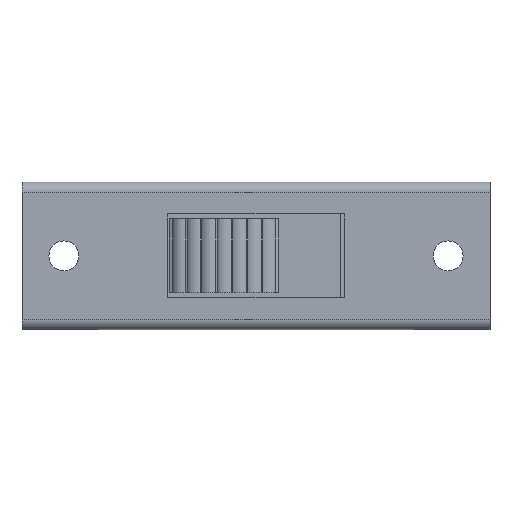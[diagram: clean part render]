
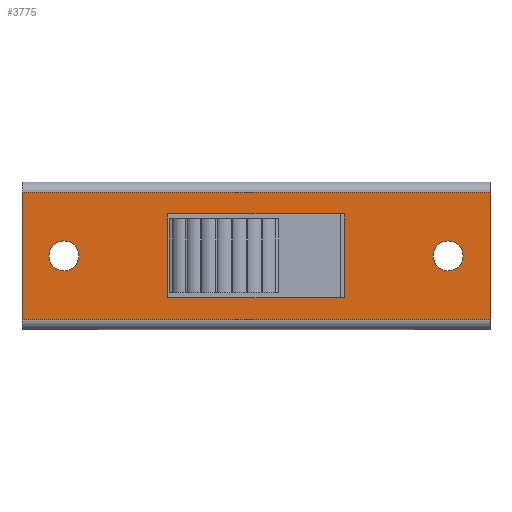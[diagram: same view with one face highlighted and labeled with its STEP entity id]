
A CAD part, top view. The second image highlights one B-rep face of the part: STEP entity #3775.
In plain terms, the highlighted planar face has unit normal (0, 0, 1).
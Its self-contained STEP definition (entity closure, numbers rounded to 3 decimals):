
#41=FACE_BOUND('',#521,.T.);
#42=FACE_BOUND('',#522,.T.);
#43=FACE_BOUND('',#523,.T.);
#125=PLANE('',#4071);
#311=FACE_OUTER_BOUND('',#520,.T.);
#520=EDGE_LOOP('',(#3089,#3090,#3091,#3092));
#521=EDGE_LOOP('',(#3093));
#522=EDGE_LOOP('',(#3094,#3095,#3096,#3097));
#523=EDGE_LOOP('',(#3098));
#694=LINE('',#5477,#1134);
#849=LINE('',#5841,#1289);
#851=LINE('',#5845,#1291);
#853=LINE('',#5849,#1293);
#855=LINE('',#5852,#1295);
#858=LINE('',#5864,#1298);
#859=LINE('',#5866,#1299);
#860=LINE('',#5867,#1300);
#1134=VECTOR('',#4409,10.);
#1289=VECTOR('',#4748,10.);
#1291=VECTOR('',#4752,10.);
#1293=VECTOR('',#4756,10.);
#1295=VECTOR('',#4760,10.);
#1298=VECTOR('',#4777,10.);
#1299=VECTOR('',#4778,10.);
#1300=VECTOR('',#4779,10.);
#1585=CIRCLE('',#4060,0.75);
#1586=CIRCLE('',#4066,0.75);
#1693=VERTEX_POINT('',#5474);
#1694=VERTEX_POINT('',#5476);
#1809=VERTEX_POINT('',#5834);
#1810=VERTEX_POINT('',#5838);
#1811=VERTEX_POINT('',#5840);
#1812=VERTEX_POINT('',#5844);
#1813=VERTEX_POINT('',#5848);
#1814=VERTEX_POINT('',#5854);
#1815=VERTEX_POINT('',#5863);
#1816=VERTEX_POINT('',#5865);
#2079=EDGE_CURVE('',#1694,#1693,#694,.T.);
#2259=EDGE_CURVE('',#1809,#1809,#1585,.T.);
#2262=EDGE_CURVE('',#1811,#1810,#849,.T.);
#2264=EDGE_CURVE('',#1812,#1811,#851,.T.);
#2266=EDGE_CURVE('',#1813,#1812,#853,.T.);
#2268=EDGE_CURVE('',#1810,#1813,#855,.T.);
#2269=EDGE_CURVE('',#1814,#1814,#1586,.T.);
#2272=EDGE_CURVE('',#1815,#1694,#858,.T.);
#2273=EDGE_CURVE('',#1816,#1693,#859,.T.);
#2274=EDGE_CURVE('',#1815,#1816,#860,.T.);
#3089=ORIENTED_EDGE('',*,*,#2272,.T.);
#3090=ORIENTED_EDGE('',*,*,#2079,.T.);
#3091=ORIENTED_EDGE('',*,*,#2273,.F.);
#3092=ORIENTED_EDGE('',*,*,#2274,.F.);
#3093=ORIENTED_EDGE('',*,*,#2259,.T.);
#3094=ORIENTED_EDGE('',*,*,#2262,.T.);
#3095=ORIENTED_EDGE('',*,*,#2268,.T.);
#3096=ORIENTED_EDGE('',*,*,#2266,.T.);
#3097=ORIENTED_EDGE('',*,*,#2264,.T.);
#3098=ORIENTED_EDGE('',*,*,#2269,.T.);
#3775=ADVANCED_FACE('',(#311,#41,#42,#43),#125,.T.);
#4060=AXIS2_PLACEMENT_3D('',#5835,#4742,#4743);
#4066=AXIS2_PLACEMENT_3D('',#5855,#4763,#4764);
#4071=AXIS2_PLACEMENT_3D('',#5862,#4775,#4776);
#4409=DIRECTION('',(1.,0.,0.));
#4742=DIRECTION('center_axis',(0.,0.,-1.));
#4743=DIRECTION('ref_axis',(-1.,0.,0.));
#4748=DIRECTION('',(0.,-1.,0.));
#4752=DIRECTION('',(1.,0.,0.));
#4756=DIRECTION('',(0.,1.,0.));
#4760=DIRECTION('',(-1.,0.,0.));
#4763=DIRECTION('center_axis',(0.,0.,-1.));
#4764=DIRECTION('ref_axis',(-1.,0.,0.));
#4775=DIRECTION('center_axis',(0.,0.,1.));
#4776=DIRECTION('ref_axis',(0.,-1.,0.));
#4777=DIRECTION('',(0.,-1.,0.));
#4778=DIRECTION('',(0.,-1.,0.));
#4779=DIRECTION('',(1.,0.,0.));
#5474=CARTESIAN_POINT('',(23.45,-3.2,0.));
#5476=CARTESIAN_POINT('',(0.,-3.2,0.));
#5477=CARTESIAN_POINT('',(0.,-3.2,0.));
#5834=CARTESIAN_POINT('',(2.85,0.,0.));
#5835=CARTESIAN_POINT('Origin',(2.1,0.,0.));
#5838=CARTESIAN_POINT('',(16.15,-2.1,0.));
#5840=CARTESIAN_POINT('',(16.15,2.1,0.));
#5841=CARTESIAN_POINT('',(16.15,2.65,0.));
#5844=CARTESIAN_POINT('',(7.3,2.1,0.));
#5845=CARTESIAN_POINT('',(3.65,2.1,0.));
#5848=CARTESIAN_POINT('',(7.3,-2.1,0.));
#5849=CARTESIAN_POINT('',(7.3,0.55,0.));
#5852=CARTESIAN_POINT('',(8.075,-2.1,0.));
#5854=CARTESIAN_POINT('',(22.1,0.,0.));
#5855=CARTESIAN_POINT('Origin',(21.35,0.,0.));
#5862=CARTESIAN_POINT('Origin',(0.,3.2,0.));
#5863=CARTESIAN_POINT('',(0.,3.2,0.));
#5864=CARTESIAN_POINT('',(0.,3.2,0.));
#5865=CARTESIAN_POINT('',(23.45,3.2,0.));
#5866=CARTESIAN_POINT('',(23.45,3.2,0.));
#5867=CARTESIAN_POINT('',(0.,3.2,0.));
